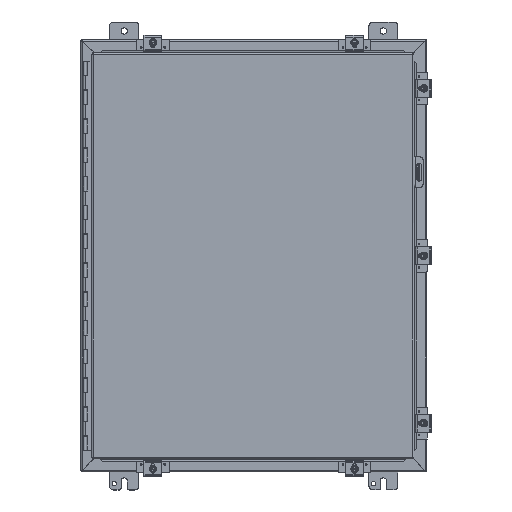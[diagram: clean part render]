
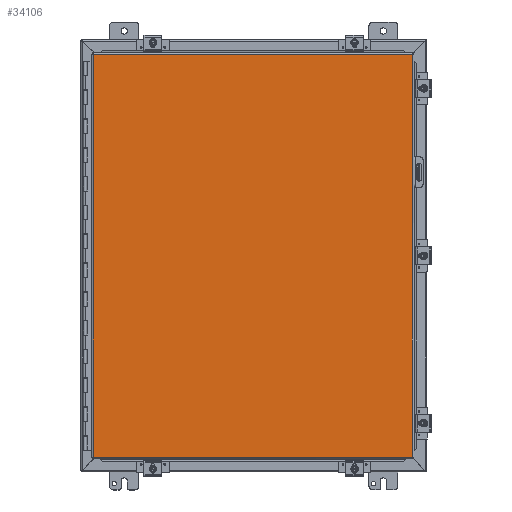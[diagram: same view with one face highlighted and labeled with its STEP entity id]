
A CAD part, top view. The second image highlights one B-rep face of the part: STEP entity #34106.
In plain terms, the highlighted face is planar.
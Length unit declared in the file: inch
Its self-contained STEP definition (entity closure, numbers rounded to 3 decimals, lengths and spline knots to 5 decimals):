
#695 = EDGE_CURVE ( 'NONE', #4051, #24417, #30293, .T. ) ;
#1024 = ORIENTED_EDGE ( 'NONE', *, *, #49878, .T. ) ;
#1398 = LINE ( 'NONE', #13820, #31689 ) ;
#3154 = CARTESIAN_POINT ( 'NONE',  ( -11.08225, 13.9885, 0. ) ) ;
#3276 = AXIS2_PLACEMENT_3D ( 'NONE', #35459, #10645, #39642 ) ;
#3950 = VERTEX_POINT ( 'NONE', #3154 ) ;
#4051 = VERTEX_POINT ( 'NONE', #14672 ) ;
#4882 = CARTESIAN_POINT ( 'NONE',  ( -11.08225, -13.9885, 0. ) ) ;
#10645 = DIRECTION ( 'NONE',  ( 0., 0., 1. ) ) ;
#11142 = ORIENTED_EDGE ( 'NONE', *, *, #41619, .T. ) ;
#13143 = LINE ( 'NONE', #19212, #24084 ) ;
#13820 = CARTESIAN_POINT ( 'NONE',  ( 11.08225, -13.9885, 0. ) ) ;
#14672 = CARTESIAN_POINT ( 'NONE',  ( 11.08225, 13.9885, 0. ) ) ;
#15007 = LINE ( 'NONE', #47308, #32456 ) ;
#19212 = CARTESIAN_POINT ( 'NONE',  ( -11.08225, -13.9885, 0. ) ) ;
#22317 = DIRECTION ( 'NONE',  ( 1., 0., 0. ) ) ;
#23318 = DIRECTION ( 'NONE',  ( 0., 1., 0. ) ) ;
#23853 = ORIENTED_EDGE ( 'NONE', *, *, #27263, .T. ) ;
#24084 = VECTOR ( 'NONE', #23318, 39.37008 ) ;
#24417 = VERTEX_POINT ( 'NONE', #43258 ) ;
#27263 = EDGE_CURVE ( 'NONE', #29907, #3950, #13143, .T. ) ;
#29907 = VERTEX_POINT ( 'NONE', #4882 ) ;
#30293 = LINE ( 'NONE', #41922, #32910 ) ;
#31689 = VECTOR ( 'NONE', #34222, 39.37008 ) ;
#32456 = VECTOR ( 'NONE', #22317, 39.37008 ) ;
#32910 = VECTOR ( 'NONE', #42183, 39.37008 ) ;
#34106 = ADVANCED_FACE ( 'NONE', ( #52142 ), #43652, .F. ) ;
#34222 = DIRECTION ( 'NONE',  ( -1., 0., 0. ) ) ;
#35459 = CARTESIAN_POINT ( 'NONE',  ( 0., 0., 0. ) ) ;
#36832 = EDGE_LOOP ( 'NONE', ( #23853, #11142, #38653, #1024 ) ) ;
#38653 = ORIENTED_EDGE ( 'NONE', *, *, #695, .T. ) ;
#39642 = DIRECTION ( 'NONE',  ( 1., 0., 0. ) ) ;
#41619 = EDGE_CURVE ( 'NONE', #3950, #4051, #15007, .T. ) ;
#41922 = CARTESIAN_POINT ( 'NONE',  ( 11.08225, 13.9885, 0. ) ) ;
#42183 = DIRECTION ( 'NONE',  ( 0., -1., 0. ) ) ;
#43258 = CARTESIAN_POINT ( 'NONE',  ( 11.08225, -13.9885, 0. ) ) ;
#43652 = PLANE ( 'NONE',  #3276 ) ;
#47308 = CARTESIAN_POINT ( 'NONE',  ( -11.08225, 13.9885, 0. ) ) ;
#49878 = EDGE_CURVE ( 'NONE', #24417, #29907, #1398, .T. ) ;
#52142 = FACE_OUTER_BOUND ( 'NONE', #36832, .T. ) ;
